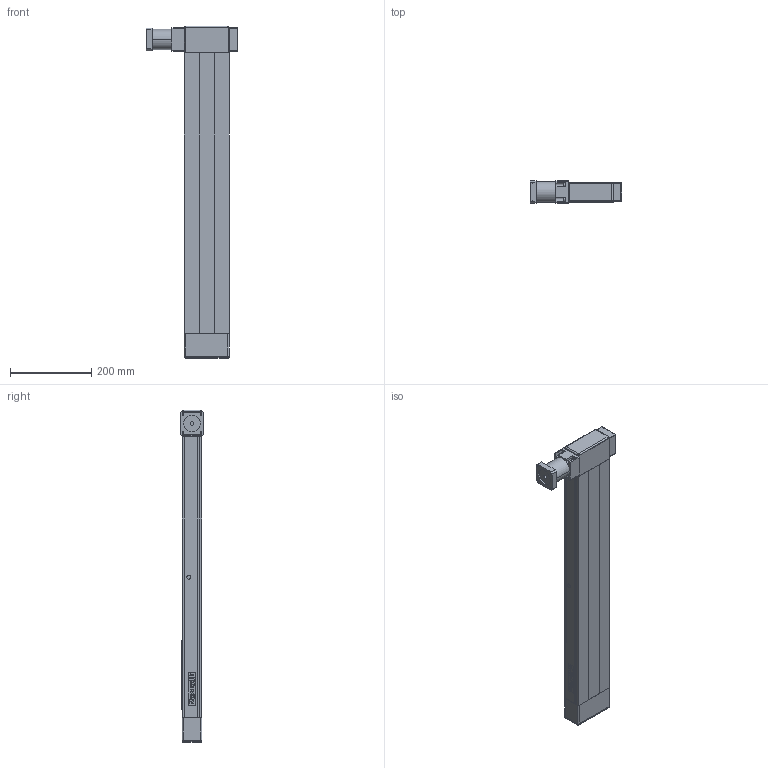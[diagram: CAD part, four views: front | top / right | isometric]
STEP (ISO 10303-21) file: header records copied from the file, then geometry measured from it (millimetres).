
FILE_DESCRIPTION((''),'2;1');
FILE_NAME('CKR_110_NN_1_69_ASM','2015-04-26T',('ac91sw'),(''),'PRO/ENGINEER BY PARAMETRIC TECHNOLOGY CORPORATION, 2010330','PRO/ENGINEER BY PARAMETRIC TECHNOLOGY CORPORATION, 2010330','');
FILE_SCHEMA(('CONFIG_CONTROL_DESIGN'));
Length unit declared in the file: millimetre
Products named in the file (10): CKR_110_NN_1_69_SKEL; CKR_110_NN_1_69_TT; CKR_110_NN_1_69_HK; CKR_110_NN_1_69_AK; CKR_110_NN_1_69_SK; CKR_110_NN_1_69_RIEM; R039612056; R037144005; R039601214; CKR_110_NN_1_69_ASM
Assembly tree (9 placements, depth 2):
  CKR_110_NN_1_69_ASM
    CKR_110_NN_1_69_SKEL
    CKR_110_NN_1_69_TT
    CKR_110_NN_1_69_HK
    CKR_110_NN_1_69_AK
    CKR_110_NN_1_69_SK
    CKR_110_NN_1_69_RIEM
    R039612056
    R037144005
    R039601214
Bounding box: 224.5 x 55 x 816.5 mm (x, y, z)
Volume: 2792308.9 mm3; surface area: 659038.2 mm2
Topology: 9 solids, 29 shells, 652 faces, 1706 edges, 1118 vertices
Faces by surface type: plane 412, cylinder 168, extrusion 30, cone 30, sphere 8, bspline 4
Entity records: 21129 total; most frequent: CARTESIAN_POINT 4727, DIRECTION 3314, ORIENTED_EDGE 3284, EDGE_CURVE 1682, VECTOR 1216, LINE 1186, VERTEX_POINT 1118, AXIS2_PLACEMENT_3D 1049
